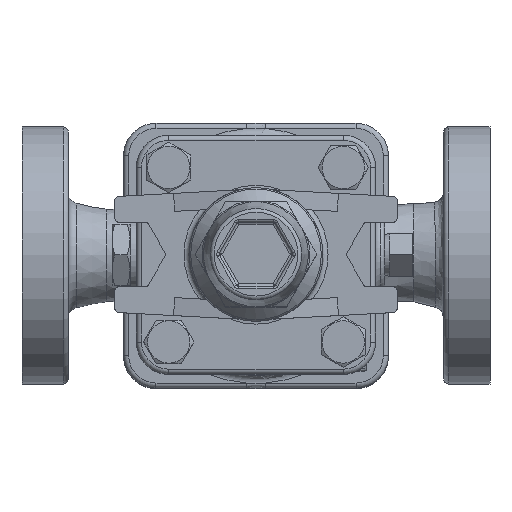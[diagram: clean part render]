
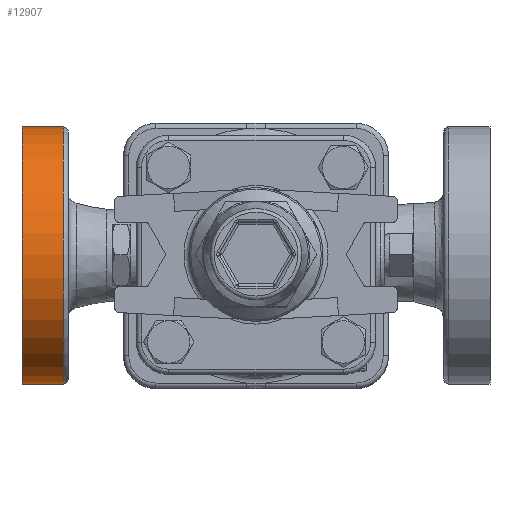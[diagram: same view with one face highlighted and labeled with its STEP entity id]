
A CAD part, top view. The second image highlights one B-rep face of the part: STEP entity #12907.
In plain terms, the highlighted cylindrical face has radius 50 mm (diameter 100 mm), a full revolution.
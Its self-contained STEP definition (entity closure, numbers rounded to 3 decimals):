
#454=FACE_BOUND('',#4640,.T.);
#2807=CYLINDRICAL_SURFACE('',#14264,50.);
#3618=FACE_OUTER_BOUND('',#4639,.T.);
#4639=EDGE_LOOP('',(#11952));
#4640=EDGE_LOOP('',(#11953));
#5334=CIRCLE('',#14263,50.);
#5335=CIRCLE('',#14265,50.);
#6522=VERTEX_POINT('',#36216);
#6523=VERTEX_POINT('',#36219);
#8346=EDGE_CURVE('',#6522,#6522,#5334,.T.);
#8347=EDGE_CURVE('',#6523,#6523,#5335,.T.);
#11952=ORIENTED_EDGE('',*,*,#8347,.T.);
#11953=ORIENTED_EDGE('',*,*,#8346,.F.);
#12907=ADVANCED_FACE('',(#3618,#454),#2807,.T.);
#14263=AXIS2_PLACEMENT_3D('',#36217,#17638,#17639);
#14264=AXIS2_PLACEMENT_3D('',#36218,#17640,#17641);
#14265=AXIS2_PLACEMENT_3D('',#36220,#17642,#17643);
#17638=DIRECTION('center_axis',(1.,0.,0.));
#17639=DIRECTION('ref_axis',(0.,0.,1.));
#17640=DIRECTION('center_axis',(1.,0.,0.));
#17641=DIRECTION('ref_axis',(0.,0.,1.));
#17642=DIRECTION('center_axis',(1.,0.,0.));
#17643=DIRECTION('ref_axis',(0.,0.,1.));
#36216=CARTESIAN_POINT('',(-75.,0.,28.));
#36217=CARTESIAN_POINT('Origin',(-75.,0.,78.));
#36218=CARTESIAN_POINT('Origin',(-73.,0.,78.));
#36219=CARTESIAN_POINT('',(-91.,0.,28.));
#36220=CARTESIAN_POINT('Origin',(-91.,0.,78.));
